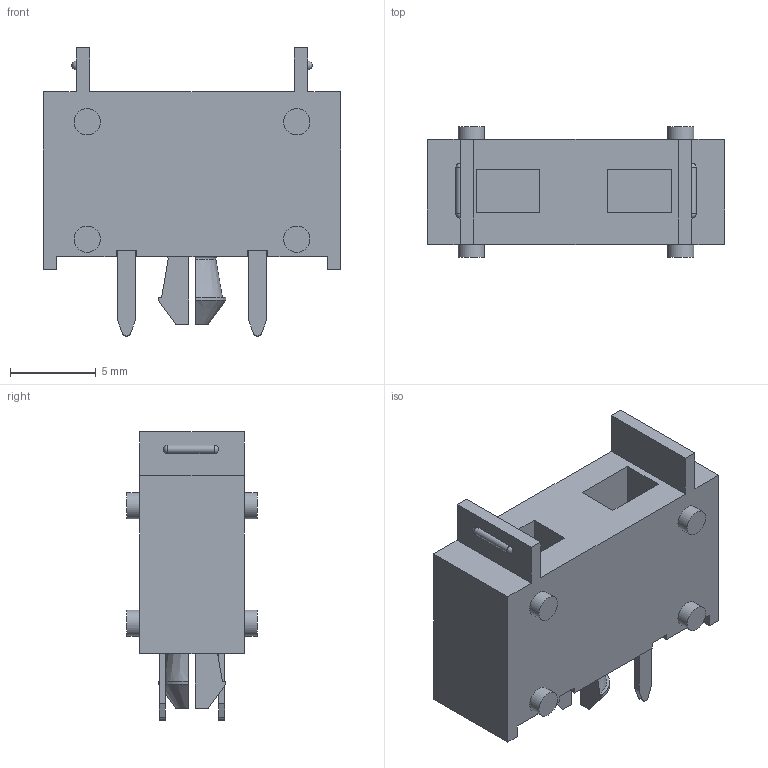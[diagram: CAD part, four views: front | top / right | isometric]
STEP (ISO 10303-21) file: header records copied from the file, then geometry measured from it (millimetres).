
FILE_DESCRIPTION(/* description */ (''),/* implementation_level */ '2;1');
FILE_NAME(/* name */ 'Littelfuse_01530008Z.stp',/* time_stamp */ '2019-06-14T15:43:52+01:00',/* author */ ('callum.snowden'),/* organization */ (''),/* preprocessor_version */ 'ST-DEVELOPER v17',/* originating_system */ 'Autodesk Inventor 2018',/* authorisation */ '');
FILE_SCHEMA (('AUTOMOTIVE_DESIGN { 1 0 10303 214 3 1 1 }'));
Length unit declared in the file: millimetre
Products named in the file (5): Assembly1; User Library-FUSE_HLDR_LITTLE_01530008Z; User Library-FUSE_HLDR_LITTLE_01530008Z_1; User Library-FUSE_HLDR_LITTLE_01530008Z_2; User Library-FUSE_HLDR_LITTLE_01530008Z_3
Assembly tree (4 placements, depth 3):
  Assembly1
    User Library-FUSE_HLDR_LITTLE_01530008Z
      User Library-FUSE_HLDR_LITTLE_01530008Z_1
      User Library-FUSE_HLDR_LITTLE_01530008Z_2
      User Library-FUSE_HLDR_LITTLE_01530008Z_3
Bounding box: 17.3 x 7.6 x 16.77 mm (x, y, z)
Volume: 990.5 mm3; surface area: 952.1 mm2
Topology: 3 solids, 3 shells, 90 faces, 234 edges, 156 vertices
Faces by surface type: plane 66, cylinder 14, sphere 4, cone 4, torus 2
Full cylindrical faces by diameter (mm): 1.524 x8
Entity records: 3038 total; most frequent: CARTESIAN_POINT 502, DIRECTION 478, ORIENTED_EDGE 452, EDGE_CURVE 226, AXIS2_PLACEMENT_3D 160, LINE 158, VECTOR 158, VERTEX_POINT 156
